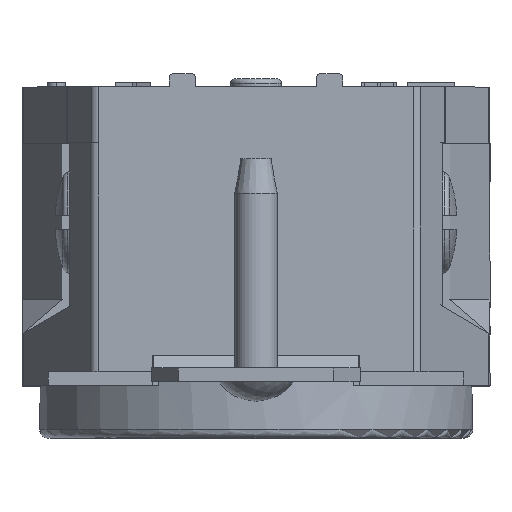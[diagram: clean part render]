
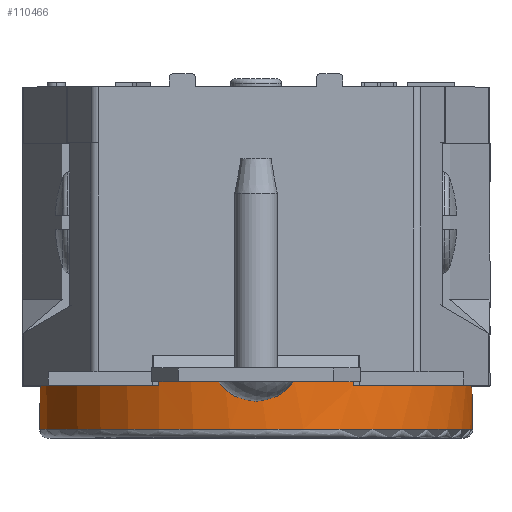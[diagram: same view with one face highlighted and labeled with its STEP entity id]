
A CAD part, top view. The second image highlights one B-rep face of the part: STEP entity #110466.
In plain terms, the highlighted cylindrical face has radius 19.837 mm (diameter 39.675 mm), a full revolution.
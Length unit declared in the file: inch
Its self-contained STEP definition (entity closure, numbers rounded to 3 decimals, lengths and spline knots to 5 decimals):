
#4089 = AXIS2_PLACEMENT_3D ( 'NONE', #16790, #108371, #58096 ) ;
#4419 = CARTESIAN_POINT ( 'NONE',  ( -0.35077, -0.765, -0.6978 ) ) ;
#5110 = LINE ( 'NONE', #6216, #11744 ) ;
#5658 = DIRECTION ( 'NONE',  ( 0., -1., 0. ) ) ;
#6216 = CARTESIAN_POINT ( 'NONE',  ( 0.35077, -0.765, 0.6978 ) ) ;
#6429 = CARTESIAN_POINT ( 'NONE',  ( 0.35077, -0.874, -0.6978 ) ) ;
#11364 = ORIENTED_EDGE ( 'NONE', *, *, #58585, .T. ) ;
#11416 = DIRECTION ( 'NONE',  ( 0., 1., 0. ) ) ;
#11744 = VECTOR ( 'NONE', #5658, 39.37008 ) ;
#11863 = CARTESIAN_POINT ( 'NONE',  ( 0., -1.062, 0. ) ) ;
#13142 = ORIENTED_EDGE ( 'NONE', *, *, #40098, .T. ) ;
#13902 = AXIS2_PLACEMENT_3D ( 'NONE', #32417, #100635, #24091 ) ;
#15972 = ORIENTED_EDGE ( 'NONE', *, *, #71943, .F. ) ;
#16302 = CIRCLE ( 'NONE', #41237, 0.781 ) ;
#16790 = CARTESIAN_POINT ( 'NONE',  ( 0., -0.765, 0. ) ) ;
#18577 = FACE_OUTER_BOUND ( 'NONE', #38174, .T. ) ;
#18987 = CARTESIAN_POINT ( 'NONE',  ( 0., -1.031, -0.781 ) ) ;
#20354 = ORIENTED_EDGE ( 'NONE', *, *, #90620, .F. ) ;
#20533 = VECTOR ( 'NONE', #68094, 39.37008 ) ;
#20599 = AXIS2_PLACEMENT_3D ( 'NONE', #45983, #11416, #70567 ) ;
#23173 = EDGE_CURVE ( 'NONE', #94501, #96840, #93856, .T. ) ;
#24091 = DIRECTION ( 'NONE',  ( 0., 0., -1. ) ) ;
#27028 = DIRECTION ( 'NONE',  ( 0., 0., 1. ) ) ;
#29062 = ORIENTED_EDGE ( 'NONE', *, *, #41836, .T. ) ;
#29970 = DIRECTION ( 'NONE',  ( 0., -1., 0. ) ) ;
#32417 = CARTESIAN_POINT ( 'NONE',  ( 0., -1.031, 0. ) ) ;
#33966 = EDGE_CURVE ( 'NONE', #45761, #45761, #47738, .T. ) ;
#34856 = CARTESIAN_POINT ( 'NONE',  ( -0.35077, -0.765, 0.6978 ) ) ;
#35851 = CYLINDRICAL_SURFACE ( 'NONE', #85648, 0.781 ) ;
#38174 = EDGE_LOOP ( 'NONE', ( #101958 ) ) ;
#39199 = EDGE_CURVE ( 'NONE', #70496, #42788, #5110, .T. ) ;
#40098 = EDGE_CURVE ( 'NONE', #94501, #56965, #71335, .T. ) ;
#41069 = EDGE_LOOP ( 'NONE', ( #11364, #15972, #105105, #13142, #41823, #57118, #20354, #29062 ) ) ;
#41237 = AXIS2_PLACEMENT_3D ( 'NONE', #95699, #77833, #27028 ) ;
#41823 = ORIENTED_EDGE ( 'NONE', *, *, #110606, .T. ) ;
#41836 = EDGE_CURVE ( 'NONE', #45054, #80242, #85412, .T. ) ;
#42788 = VERTEX_POINT ( 'NONE', #70795 ) ;
#44113 = DIRECTION ( 'NONE',  ( 0., -1., 0. ) ) ;
#44516 = DIRECTION ( 'NONE',  ( 0., -1., 0. ) ) ;
#45054 = VERTEX_POINT ( 'NONE', #34856 ) ;
#45761 = VERTEX_POINT ( 'NONE', #18987 ) ;
#45983 = CARTESIAN_POINT ( 'NONE',  ( 0., -0.765, 0. ) ) ;
#47738 = CIRCLE ( 'NONE', #13902, 0.781 ) ;
#50838 = CARTESIAN_POINT ( 'NONE',  ( -0.35077, -0.765, 0.6978 ) ) ;
#53541 = AXIS2_PLACEMENT_3D ( 'NONE', #92765, #44113, #94976 ) ;
#54373 = VECTOR ( 'NONE', #44516, 39.37008 ) ;
#55407 = DIRECTION ( 'NONE',  ( 0., 0., 1. ) ) ;
#56965 = VERTEX_POINT ( 'NONE', #6429 ) ;
#57118 = ORIENTED_EDGE ( 'NONE', *, *, #39199, .F. ) ;
#58096 = DIRECTION ( 'NONE',  ( 0., 0., -1. ) ) ;
#58585 = EDGE_CURVE ( 'NONE', #80242, #59111, #16302, .T. ) ;
#58903 = CARTESIAN_POINT ( 'NONE',  ( -0.35077, -0.874, 0.6978 ) ) ;
#59111 = VERTEX_POINT ( 'NONE', #103318 ) ;
#62411 = LINE ( 'NONE', #104341, #54373 ) ;
#62991 = CARTESIAN_POINT ( 'NONE',  ( 0.35077, -0.765, -0.6978 ) ) ;
#68094 = DIRECTION ( 'NONE',  ( 0., -1., 0. ) ) ;
#70496 = VERTEX_POINT ( 'NONE', #103655 ) ;
#70567 = DIRECTION ( 'NONE',  ( 0., 0., -1. ) ) ;
#70795 = CARTESIAN_POINT ( 'NONE',  ( 0.35077, -0.874, 0.6978 ) ) ;
#71335 = LINE ( 'NONE', #62991, #101040 ) ;
#71943 = EDGE_CURVE ( 'NONE', #96840, #59111, #62411, .T. ) ;
#73064 = CIRCLE ( 'NONE', #53541, 0.781 ) ;
#77833 = DIRECTION ( 'NONE',  ( 0., -1., 0. ) ) ;
#80242 = VERTEX_POINT ( 'NONE', #58903 ) ;
#85412 = LINE ( 'NONE', #50838, #20533 ) ;
#85648 = AXIS2_PLACEMENT_3D ( 'NONE', #11863, #87781, #55407 ) ;
#86693 = FACE_OUTER_BOUND ( 'NONE', #41069, .T. ) ;
#87781 = DIRECTION ( 'NONE',  ( 0., 1., 0. ) ) ;
#90620 = EDGE_CURVE ( 'NONE', #45054, #70496, #100379, .T. ) ;
#92765 = CARTESIAN_POINT ( 'NONE',  ( 0., -0.874, 0. ) ) ;
#93856 = CIRCLE ( 'NONE', #20599, 0.781 ) ;
#94501 = VERTEX_POINT ( 'NONE', #100672 ) ;
#94976 = DIRECTION ( 'NONE',  ( 0., 0., 1. ) ) ;
#95699 = CARTESIAN_POINT ( 'NONE',  ( 0., -0.874, 0. ) ) ;
#96840 = VERTEX_POINT ( 'NONE', #4419 ) ;
#100379 = CIRCLE ( 'NONE', #4089, 0.781 ) ;
#100635 = DIRECTION ( 'NONE',  ( 0., 1., 0. ) ) ;
#100672 = CARTESIAN_POINT ( 'NONE',  ( 0.35077, -0.765, -0.6978 ) ) ;
#101040 = VECTOR ( 'NONE', #29970, 39.37008 ) ;
#101958 = ORIENTED_EDGE ( 'NONE', *, *, #33966, .T. ) ;
#103318 = CARTESIAN_POINT ( 'NONE',  ( -0.35077, -0.874, -0.6978 ) ) ;
#103655 = CARTESIAN_POINT ( 'NONE',  ( 0.35077, -0.765, 0.6978 ) ) ;
#104341 = CARTESIAN_POINT ( 'NONE',  ( -0.35077, -0.765, -0.6978 ) ) ;
#105105 = ORIENTED_EDGE ( 'NONE', *, *, #23173, .F. ) ;
#108371 = DIRECTION ( 'NONE',  ( 0., 1., 0. ) ) ;
#110466 = ADVANCED_FACE ( 'NONE', ( #18577, #86693 ), #35851, .T. ) ;
#110606 = EDGE_CURVE ( 'NONE', #56965, #42788, #73064, .T. ) ;
